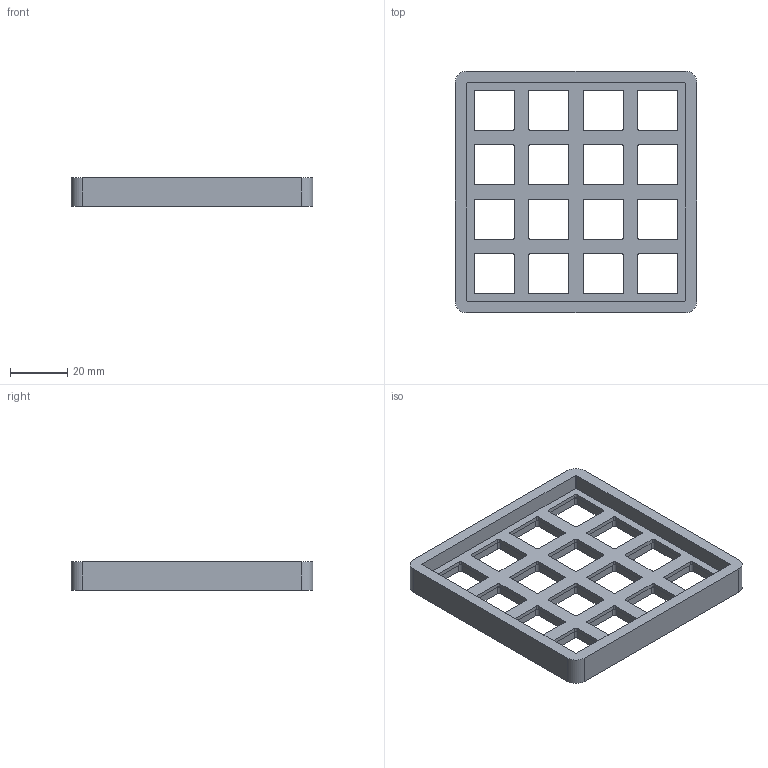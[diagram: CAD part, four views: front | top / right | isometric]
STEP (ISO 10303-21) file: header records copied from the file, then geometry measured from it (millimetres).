
FILE_DESCRIPTION(/* description */ (''),/* implementation_level */ '2;1');
FILE_NAME(/* name */ 'VOID16 Redux - Top - Flat.step',/* time_stamp */ '2023-06-13T13:01:50+03:00',/* author */ (''),/* organization */ (''),/* preprocessor_version */ 'ST-DEVELOPER v19.2',/* originating_system */ 'Autodesk Translation Framework v12.6.0.85',/* authorisation */ '');
FILE_SCHEMA (('AUTOMOTIVE_DESIGN { 1 0 10303 214 3 1 1 }'));
Length unit declared in the file: millimetre
Products named in the file (1): VOID16 Redux
Bounding box: 84.45 x 84.45 x 10 mm (x, y, z)
Volume: 21454.6 mm3; surface area: 18866.2 mm2
Topology: 1 solids, 1 shells, 319 faces, 876 edges, 584 vertices
Faces by surface type: plane 171, cylinder 148
Full cylindrical faces by diameter (mm): 3.5 x4
Entity records: 10292 total; most frequent: DIRECTION 1812, CARTESIAN_POINT 1780, ORIENTED_EDGE 1752, EDGE_CURVE 876, AXIS2_PLACEMENT_3D 616, VERTEX_POINT 584, LINE 580, VECTOR 580
